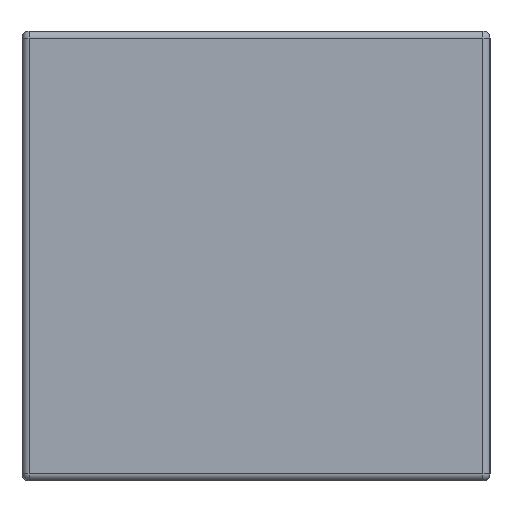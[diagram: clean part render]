
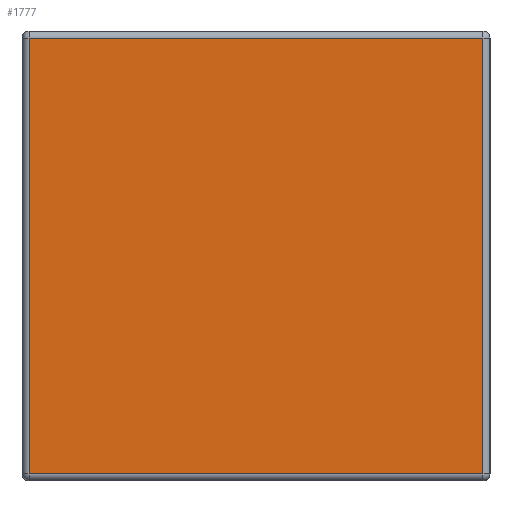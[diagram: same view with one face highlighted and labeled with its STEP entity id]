
A CAD part, left-side view. The second image highlights one B-rep face of the part: STEP entity #1777.
In plain terms, the highlighted planar face has unit normal (-1, 0, 0).
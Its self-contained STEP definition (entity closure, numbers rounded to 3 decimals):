
#4 = CARTESIAN_POINT ( 'NONE',  ( -1.005, 1.28, -0.605 ) ) ;
#16 = LINE ( 'NONE', #831, #1088 ) ;
#43 = FACE_OUTER_BOUND ( 'NONE', #1642, .T. ) ;
#75 = EDGE_CURVE ( 'NONE', #1072, #124, #16, .T. ) ;
#93 = CARTESIAN_POINT ( 'NONE',  ( -1.005, 0.02, 0.605 ) ) ;
#124 = VERTEX_POINT ( 'NONE', #4 ) ;
#235 = LINE ( 'NONE', #93, #1324 ) ;
#248 = ORIENTED_EDGE ( 'NONE', *, *, #75, .T. ) ;
#299 = LINE ( 'NONE', #419, #389 ) ;
#373 = ORIENTED_EDGE ( 'NONE', *, *, #1201, .T. ) ;
#389 = VECTOR ( 'NONE', #553, 1000. ) ;
#418 = VERTEX_POINT ( 'NONE', #1246 ) ;
#419 = CARTESIAN_POINT ( 'NONE',  ( -1.005, 1.3, -0.605 ) ) ;
#499 = CARTESIAN_POINT ( 'NONE',  ( -1.005, 0.02, 0.605 ) ) ;
#519 = CARTESIAN_POINT ( 'NONE',  ( -1.005, 1.3, 0.605 ) ) ;
#553 = DIRECTION ( 'NONE',  ( 0., -1., 0. ) ) ;
#565 = EDGE_CURVE ( 'NONE', #418, #1108, #235, .T. ) ;
#590 = DIRECTION ( 'NONE',  ( 0., 0., -1. ) ) ;
#770 = EDGE_CURVE ( 'NONE', #124, #418, #299, .T. ) ;
#831 = CARTESIAN_POINT ( 'NONE',  ( -1.005, 1.28, 0.625 ) ) ;
#840 = ORIENTED_EDGE ( 'NONE', *, *, #770, .T. ) ;
#988 = LINE ( 'NONE', #519, #1330 ) ;
#1061 = ORIENTED_EDGE ( 'NONE', *, *, #565, .T. ) ;
#1072 = VERTEX_POINT ( 'NONE', #1491 ) ;
#1088 = VECTOR ( 'NONE', #1652, 1000. ) ;
#1108 = VERTEX_POINT ( 'NONE', #499 ) ;
#1201 = EDGE_CURVE ( 'NONE', #1108, #1072, #988, .T. ) ;
#1225 = DIRECTION ( 'NONE',  ( 0., 0., 1. ) ) ;
#1246 = CARTESIAN_POINT ( 'NONE',  ( -1.005, 0.02, -0.605 ) ) ;
#1324 = VECTOR ( 'NONE', #1225, 1000. ) ;
#1330 = VECTOR ( 'NONE', #1798, 1000. ) ;
#1439 = DIRECTION ( 'NONE',  ( 1., 0., 0. ) ) ;
#1491 = CARTESIAN_POINT ( 'NONE',  ( -1.005, 1.28, 0.605 ) ) ;
#1551 = AXIS2_PLACEMENT_3D ( 'NONE', #1755, #1439, #590 ) ;
#1642 = EDGE_LOOP ( 'NONE', ( #248, #840, #1061, #373 ) ) ;
#1652 = DIRECTION ( 'NONE',  ( 0., 0., -1. ) ) ;
#1748 = PLANE ( 'NONE',  #1551 ) ;
#1755 = CARTESIAN_POINT ( 'NONE',  ( -1.005, 1.3, 0.625 ) ) ;
#1777 = ADVANCED_FACE ( 'NONE', ( #43 ), #1748, .F. ) ;
#1798 = DIRECTION ( 'NONE',  ( 0., 1., 0. ) ) ;
